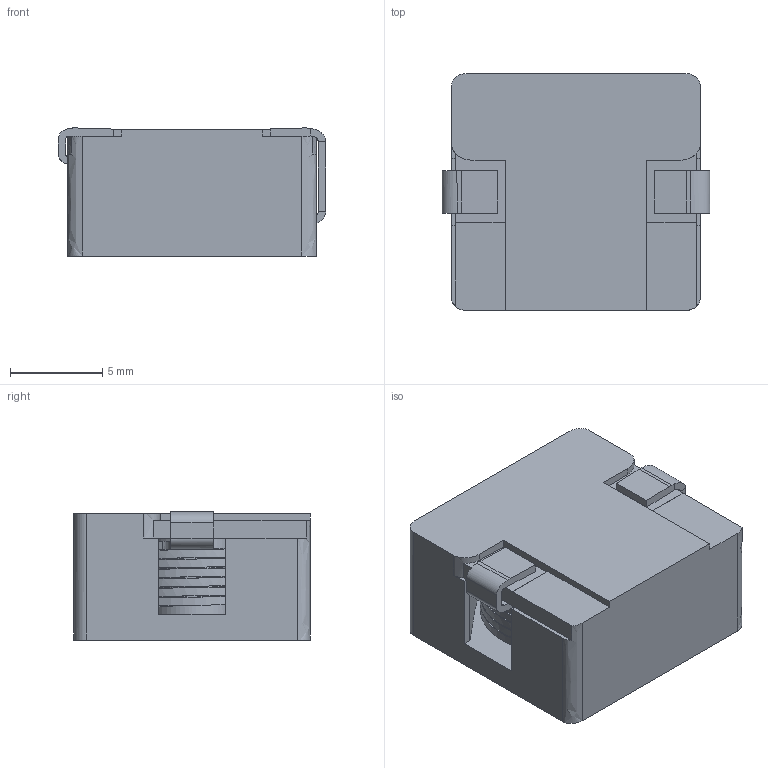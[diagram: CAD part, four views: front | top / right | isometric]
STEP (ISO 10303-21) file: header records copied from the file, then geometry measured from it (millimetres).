
FILE_DESCRIPTION(/* description */ ('Unknown'),/* implementation_level */ '2;1');
FILE_NAME(/* name */ 'HM73-40XXXLF',/* time_stamp */ '2021-12-27T14:07:25+08:00',/* author */ ('Unknown'),/* organization */ ('Unknown'),/* preprocessor_version */ 'ST-DEVELOPER v16.7',/* originating_system */ 'Solid Edge',/* authorisation */ 'Unknown');
FILE_SCHEMA (('AUTOMOTIVE_DESIGN {1 0 10303 214 3 1 1}'));
Length unit declared in the file: millimetre
Products named in the file (1): HM73-40XXXLF
Bounding box: 14.47 x 12.81 x 6.93 mm (x, y, z)
Volume: 1024.7 mm3; surface area: 2040.2 mm2
Topology: 2 solids, 2 shells, 230 faces, 617 edges, 402 vertices
Faces by surface type: plane 179, bspline 51
Entity records: 10319 total; most frequent: CARTESIAN_POINT 3606, ORIENTED_EDGE 1228, DIRECTION 739, EDGE_CURVE 614, VERTEX_POINT 402, LINE 379, VECTOR 379, EDGE_LOOP 252
